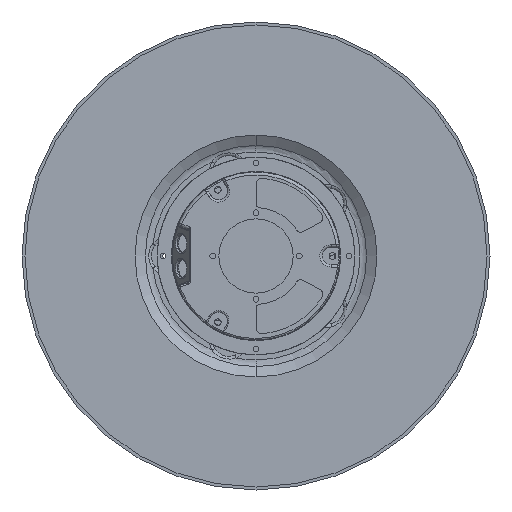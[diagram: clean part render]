
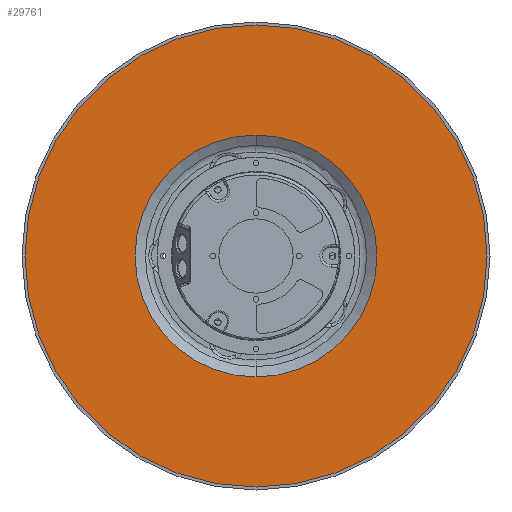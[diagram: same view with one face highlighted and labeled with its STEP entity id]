
A CAD part, front view. The second image highlights one B-rep face of the part: STEP entity #29761.
In plain terms, the highlighted planar face has unit normal (0, -1, 0).
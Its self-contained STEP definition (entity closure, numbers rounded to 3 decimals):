
#19054=CARTESIAN_POINT('',(0.,-2.,0.));
#19055=DIRECTION('',(0.,1.,0.));
#19056=DIRECTION('',(0.,0.,-1.));
#19057=AXIS2_PLACEMENT_3D('',#19054,#19055,#19056);
#19059=CARTESIAN_POINT('',(0.,-2.,0.));
#19060=DIRECTION('',(0.,1.,0.));
#19061=DIRECTION('',(0.,0.,1.));
#19062=AXIS2_PLACEMENT_3D('',#19059,#19060,#19061);
#19068=CARTESIAN_POINT('',(0.,-2.,0.));
#19069=DIRECTION('',(0.,-1.,0.));
#19070=DIRECTION('',(1.,0.,0.));
#19071=AXIS2_PLACEMENT_3D('',#19068,#19069,#19070);
#19077=CARTESIAN_POINT('',(0.,-2.,0.));
#19078=DIRECTION('',(0.,1.,0.));
#19079=DIRECTION('',(1.,0.,0.));
#19080=AXIS2_PLACEMENT_3D('',#19077,#19078,#19079);
#25738=CARTESIAN_POINT('',(155.5,-2.,0.));
#25740=VERTEX_POINT('',#25738);
#25742=CARTESIAN_POINT('',(-155.5,-2.,0.));
#25744=VERTEX_POINT('',#25742);
#25754=CARTESIAN_POINT('',(0.,-2.,-81.394));
#25755=CARTESIAN_POINT('',(0.,-2.,81.394));
#25756=VERTEX_POINT('',#25754);
#25757=VERTEX_POINT('',#25755);
#29746=CARTESIAN_POINT('',(0.,-2.,0.));
#29747=DIRECTION('',(0.,1.,0.));
#29748=DIRECTION('',(1.,0.,0.));
#29749=AXIS2_PLACEMENT_3D('',#29746,#29747,#29748);
#29750=PLANE('',#29749);
#29752=ORIENTED_EDGE('',*,*,#29751,.F.);
#29754=ORIENTED_EDGE('',*,*,#29753,.T.);
#29755=EDGE_LOOP('',(#29752,#29754));
#29756=FACE_OUTER_BOUND('',#29755,.F.);
#29757=ORIENTED_EDGE('',*,*,#29740,.F.);
#29758=ORIENTED_EDGE('',*,*,#29726,.F.);
#29759=EDGE_LOOP('',(#29757,#29758));
#29760=FACE_BOUND('',#29759,.F.);
#19058=CIRCLE('',#19057,81.394);
#19063=CIRCLE('',#19062,81.394);
#19072=CIRCLE('',#19071,155.5);
#19081=CIRCLE('',#19080,155.5);
#29726=EDGE_CURVE('',#25757,#25756,#19063,.T.);
#29740=EDGE_CURVE('',#25756,#25757,#19058,.T.);
#29751=EDGE_CURVE('',#25740,#25744,#19072,.T.);
#29753=EDGE_CURVE('',#25740,#25744,#19081,.T.);
#29761=ADVANCED_FACE('',(#29756,#29760),#29750,.F.);
